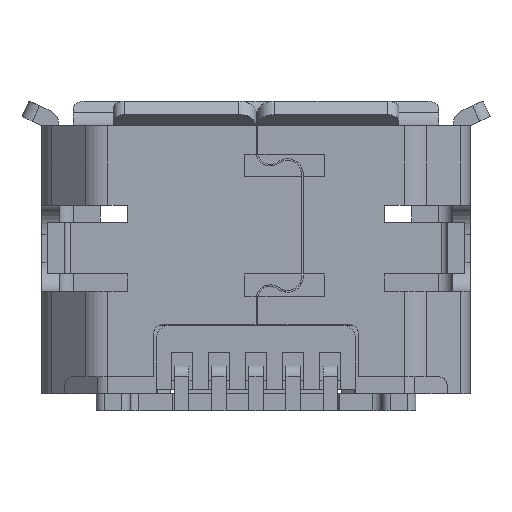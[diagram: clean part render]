
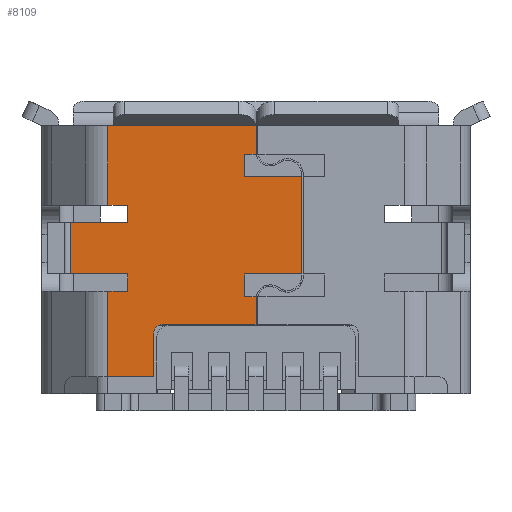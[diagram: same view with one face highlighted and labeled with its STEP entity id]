
A CAD part, front view. The second image highlights one B-rep face of the part: STEP entity #8109.
In plain terms, the highlighted planar face has unit normal (0, -1, 0).
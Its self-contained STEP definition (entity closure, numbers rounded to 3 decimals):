
#202=CIRCLE('',#8564,0.25);
#203=CIRCLE('',#8565,0.15);
#204=CIRCLE('',#8566,0.25);
#448=VERTEX_POINT('',#11341);
#449=VERTEX_POINT('',#11343);
#501=VERTEX_POINT('',#11481);
#502=VERTEX_POINT('',#11482);
#503=VERTEX_POINT('',#11484);
#504=VERTEX_POINT('',#11486);
#505=VERTEX_POINT('',#11488);
#506=VERTEX_POINT('',#11490);
#507=VERTEX_POINT('',#11492);
#508=VERTEX_POINT('',#11494);
#509=VERTEX_POINT('',#11497);
#510=VERTEX_POINT('',#11499);
#511=VERTEX_POINT('',#11501);
#512=VERTEX_POINT('',#11503);
#513=VERTEX_POINT('',#11505);
#514=VERTEX_POINT('',#11507);
#515=VERTEX_POINT('',#11509);
#516=VERTEX_POINT('',#11511);
#517=VERTEX_POINT('',#11513);
#518=VERTEX_POINT('',#11515);
#519=VERTEX_POINT('',#11517);
#520=VERTEX_POINT('',#11519);
#521=VERTEX_POINT('',#11521);
#522=VERTEX_POINT('',#11523);
#523=VERTEX_POINT('',#11525);
#524=VERTEX_POINT('',#11527);
#1286=VECTOR('',#9233,1.);
#1326=VECTOR('',#9328,1.);
#1327=VECTOR('',#9329,1.);
#1328=VECTOR('',#9330,1.);
#1329=VECTOR('',#9331,1.);
#1330=VECTOR('',#9332,1.);
#1331=VECTOR('',#9335,1.);
#1332=VECTOR('',#9336,1.);
#1333=VECTOR('',#9337,1.);
#1334=VECTOR('',#9338,1.);
#1335=VECTOR('',#9339,1.);
#1336=VECTOR('',#9340,1.);
#1337=VECTOR('',#9341,1.);
#1338=VECTOR('',#9342,1.);
#1339=VECTOR('',#9343,1.);
#1340=VECTOR('',#9344,1.);
#1341=VECTOR('',#9345,1.);
#1342=VECTOR('',#9346,1.);
#1343=VECTOR('',#9347,1.);
#1344=VECTOR('',#9350,1.);
#1345=VECTOR('',#9351,1.);
#1346=VECTOR('',#9354,1.);
#1347=VECTOR('',#9355,1.);
#2314=LINE('',#11342,#1286);
#2354=LINE('',#11480,#1326);
#2355=LINE('',#11483,#1327);
#2356=LINE('',#11485,#1328);
#2357=LINE('',#11487,#1329);
#2358=LINE('',#11489,#1330);
#2359=LINE('',#11493,#1331);
#2360=LINE('',#11495,#1332);
#2361=LINE('',#11496,#1333);
#2362=LINE('',#11498,#1334);
#2363=LINE('',#11500,#1335);
#2364=LINE('',#11502,#1336);
#2365=LINE('',#11504,#1337);
#2366=LINE('',#11506,#1338);
#2367=LINE('',#11508,#1339);
#2368=LINE('',#11510,#1340);
#2369=LINE('',#11512,#1341);
#2370=LINE('',#11514,#1342);
#2371=LINE('',#11516,#1343);
#2372=LINE('',#11520,#1344);
#2373=LINE('',#11522,#1345);
#2374=LINE('',#11526,#1346);
#2375=LINE('',#11528,#1347);
#3348=EDGE_CURVE('',#448,#449,#2314,.T.);
#3411=EDGE_CURVE('',#501,#502,#2354,.T.);
#3412=EDGE_CURVE('',#503,#501,#2355,.T.);
#3413=EDGE_CURVE('',#504,#503,#2356,.T.);
#3414=EDGE_CURVE('',#505,#504,#2357,.T.);
#3415=EDGE_CURVE('',#506,#505,#2358,.T.);
#3416=EDGE_CURVE('',#507,#506,#202,.T.);
#3417=EDGE_CURVE('',#508,#507,#2359,.T.);
#3418=EDGE_CURVE('',#449,#508,#2360,.T.);
#3419=EDGE_CURVE('',#509,#448,#2361,.T.);
#3420=EDGE_CURVE('',#509,#510,#2362,.T.);
#3421=EDGE_CURVE('',#510,#511,#2363,.T.);
#3422=EDGE_CURVE('',#512,#511,#2364,.T.);
#3423=EDGE_CURVE('',#513,#512,#2365,.T.);
#3424=EDGE_CURVE('',#513,#514,#2366,.T.);
#3425=EDGE_CURVE('',#514,#515,#2367,.T.);
#3426=EDGE_CURVE('',#516,#515,#2368,.T.);
#3427=EDGE_CURVE('',#517,#516,#2369,.T.);
#3428=EDGE_CURVE('',#517,#518,#2370,.T.);
#3429=EDGE_CURVE('',#518,#519,#2371,.T.);
#3430=EDGE_CURVE('',#520,#519,#203,.T.);
#3431=EDGE_CURVE('',#521,#520,#2372,.T.);
#3432=EDGE_CURVE('',#522,#521,#2373,.T.);
#3433=EDGE_CURVE('',#523,#522,#204,.T.);
#3434=EDGE_CURVE('',#524,#523,#2374,.T.);
#3435=EDGE_CURVE('',#502,#524,#2375,.T.);
#4722=ORIENTED_EDGE('',*,*,#3411,.F.);
#4723=ORIENTED_EDGE('',*,*,#3412,.F.);
#4724=ORIENTED_EDGE('',*,*,#3413,.F.);
#4725=ORIENTED_EDGE('',*,*,#3414,.F.);
#4726=ORIENTED_EDGE('',*,*,#3415,.F.);
#4727=ORIENTED_EDGE('',*,*,#3416,.F.);
#4728=ORIENTED_EDGE('',*,*,#3417,.F.);
#4729=ORIENTED_EDGE('',*,*,#3418,.F.);
#4730=ORIENTED_EDGE('',*,*,#3348,.F.);
#4731=ORIENTED_EDGE('',*,*,#3419,.F.);
#4732=ORIENTED_EDGE('',*,*,#3420,.T.);
#4733=ORIENTED_EDGE('',*,*,#3421,.T.);
#4734=ORIENTED_EDGE('',*,*,#3422,.F.);
#4735=ORIENTED_EDGE('',*,*,#3423,.F.);
#4736=ORIENTED_EDGE('',*,*,#3424,.T.);
#4737=ORIENTED_EDGE('',*,*,#3425,.T.);
#4738=ORIENTED_EDGE('',*,*,#3426,.F.);
#4739=ORIENTED_EDGE('',*,*,#3427,.F.);
#4740=ORIENTED_EDGE('',*,*,#3428,.T.);
#4741=ORIENTED_EDGE('',*,*,#3429,.T.);
#4742=ORIENTED_EDGE('',*,*,#3430,.F.);
#4743=ORIENTED_EDGE('',*,*,#3431,.F.);
#4744=ORIENTED_EDGE('',*,*,#3432,.F.);
#4745=ORIENTED_EDGE('',*,*,#3433,.F.);
#4746=ORIENTED_EDGE('',*,*,#3434,.F.);
#4747=ORIENTED_EDGE('',*,*,#3435,.F.);
#7233=EDGE_LOOP('',(#4722,#4723,#4724,#4725,#4726,#4727,#4728,#4729,#4730,
#4731,#4732,#4733,#4734,#4735,#4736,#4737,#4738,#4739,#4740,#4741,#4742,
#4743,#4744,#4745,#4746,#4747));
#7671=FACE_BOUND('',#7233,.T.);
#8109=ADVANCED_FACE('',(#7671),#13943,.T.);
#8563=AXIS2_PLACEMENT_3D('',#11479,#9327,$);
#8564=AXIS2_PLACEMENT_3D('',#11491,#9333,#9334);
#8565=AXIS2_PLACEMENT_3D('',#11518,#9348,#9349);
#8566=AXIS2_PLACEMENT_3D('',#11524,#9352,#9353);
#9233=DIRECTION('',(1.,0.,0.));
#9327=DIRECTION('',(0.,-1.,0.));
#9328=DIRECTION('',(-1.,0.,0.));
#9329=DIRECTION('',(0.,0.,-1.));
#9330=DIRECTION('',(1.,0.,0.));
#9331=DIRECTION('',(0.,0.,-1.));
#9332=DIRECTION('',(-1.,0.,0.));
#9333=DIRECTION('',(0.,-1.,0.));
#9334=DIRECTION('',(-0.25,0.,0.));
#9335=DIRECTION('',(0.,0.,-1.));
#9336=DIRECTION('',(1.,0.,0.));
#9337=DIRECTION('',(0.,0.,1.));
#9338=DIRECTION('',(1.,0.,0.));
#9339=DIRECTION('',(0.,0.,-1.));
#9340=DIRECTION('',(1.,0.,0.));
#9341=DIRECTION('',(0.,0.,1.));
#9342=DIRECTION('',(1.,0.,0.));
#9343=DIRECTION('',(0.,0.,-1.));
#9344=DIRECTION('',(1.,0.,0.));
#9345=DIRECTION('',(0.,0.,1.));
#9346=DIRECTION('',(1.,0.,0.));
#9347=DIRECTION('',(0.,0.,1.));
#9348=DIRECTION('',(0.,-1.,0.));
#9349=DIRECTION('',(0.,0.,0.15));
#9350=DIRECTION('',(-1.,0.,0.));
#9351=DIRECTION('',(0.,0.,-1.));
#9352=DIRECTION('',(0.,-1.,0.));
#9353=DIRECTION('',(-0.247,0.,0.04));
#9354=DIRECTION('',(1.,0.,0.));
#9355=DIRECTION('',(0.,0.,-1.));
#11341=CARTESIAN_POINT('',(-2.596,-1.225,2.35));
#11342=CARTESIAN_POINT('',(-2.596,-1.225,2.35));
#11343=CARTESIAN_POINT('',(-2.5,-1.225,2.35));
#11479=CARTESIAN_POINT('',(-2.596,-1.225,-2.35));
#11480=CARTESIAN_POINT('',(0.8,-1.225,-0.25));
#11481=CARTESIAN_POINT('',(0.8,-1.225,-0.25));
#11482=CARTESIAN_POINT('',(-0.2,-1.225,-0.25));
#11483=CARTESIAN_POINT('',(0.8,-1.225,1.45));
#11484=CARTESIAN_POINT('',(0.8,-1.225,1.45));
#11485=CARTESIAN_POINT('',(-0.2,-1.225,1.45));
#11486=CARTESIAN_POINT('',(-0.2,-1.225,1.45));
#11487=CARTESIAN_POINT('',(-0.2,-1.225,1.85));
#11488=CARTESIAN_POINT('',(-0.2,-1.225,1.85));
#11489=CARTESIAN_POINT('',(0.003,-1.225,1.85));
#11490=CARTESIAN_POINT('',(0.003,-1.225,1.85));
#11491=CARTESIAN_POINT('',(0.25,-1.225,1.891));
#11492=CARTESIAN_POINT('',(0.,-1.225,1.891));
#11493=CARTESIAN_POINT('',(0.,-1.225,2.35));
#11494=CARTESIAN_POINT('',(0.,-1.225,2.35));
#11495=CARTESIAN_POINT('',(-2.5,-1.225,2.35));
#11496=CARTESIAN_POINT('',(-2.596,-1.225,0.95));
#11497=CARTESIAN_POINT('',(-2.596,-1.225,0.95));
#11498=CARTESIAN_POINT('',(-2.596,-1.225,0.95));
#11499=CARTESIAN_POINT('',(-2.25,-1.225,0.95));
#11500=CARTESIAN_POINT('',(-2.25,-1.225,0.95));
#11501=CARTESIAN_POINT('',(-2.25,-1.225,0.65));
#11502=CARTESIAN_POINT('',(-3.25,-1.225,0.65));
#11503=CARTESIAN_POINT('',(-3.25,-1.225,0.65));
#11504=CARTESIAN_POINT('',(-3.25,-1.225,-0.25));
#11505=CARTESIAN_POINT('',(-3.25,-1.225,-0.25));
#11506=CARTESIAN_POINT('',(-3.25,-1.225,-0.25));
#11507=CARTESIAN_POINT('',(-2.25,-1.225,-0.25));
#11508=CARTESIAN_POINT('',(-2.25,-1.225,-0.25));
#11509=CARTESIAN_POINT('',(-2.25,-1.225,-0.55));
#11510=CARTESIAN_POINT('',(-2.596,-1.225,-0.55));
#11511=CARTESIAN_POINT('',(-2.596,-1.225,-0.55));
#11512=CARTESIAN_POINT('',(-2.596,-1.225,-2.05));
#11513=CARTESIAN_POINT('',(-2.596,-1.225,-2.05));
#11514=CARTESIAN_POINT('',(-2.596,-1.225,-2.05));
#11515=CARTESIAN_POINT('',(-1.79,-1.225,-2.05));
#11516=CARTESIAN_POINT('',(-1.79,-1.225,-2.05));
#11517=CARTESIAN_POINT('',(-1.79,-1.225,-1.29));
#11518=CARTESIAN_POINT('',(-1.64,-1.225,-1.29));
#11519=CARTESIAN_POINT('',(-1.64,-1.225,-1.14));
#11520=CARTESIAN_POINT('',(0.,-1.225,-1.14));
#11521=CARTESIAN_POINT('',(0.,-1.225,-1.14));
#11522=CARTESIAN_POINT('',(0.,-1.225,-0.69));
#11523=CARTESIAN_POINT('',(0.,-1.225,-0.69));
#11524=CARTESIAN_POINT('',(0.25,-1.225,-0.69));
#11525=CARTESIAN_POINT('',(0.003,-1.225,-0.65));
#11526=CARTESIAN_POINT('',(-0.2,-1.225,-0.65));
#11527=CARTESIAN_POINT('',(-0.2,-1.225,-0.65));
#11528=CARTESIAN_POINT('',(-0.2,-1.225,-0.25));
#13943=PLANE('',#8563);
